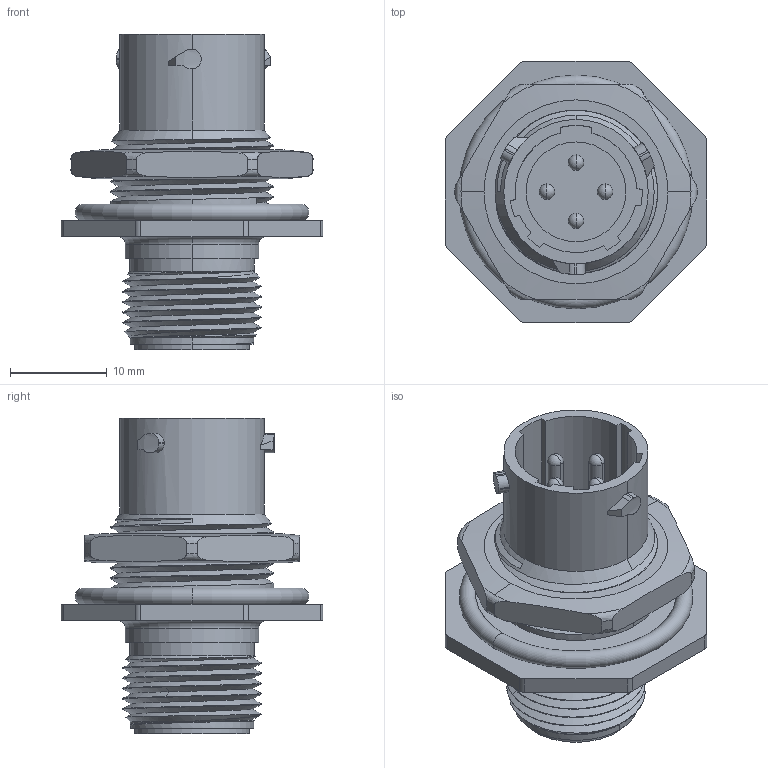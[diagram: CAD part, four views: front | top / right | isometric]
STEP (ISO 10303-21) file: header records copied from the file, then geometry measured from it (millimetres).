
FILE_DESCRIPTION((''),'2;1');
FILE_NAME('UT07104PHX_CATALOGUE_PRT','2010-09-24T',('amartin'),(''),'PRO/ENGINEER BY PARAMETRIC TECHNOLOGY CORPORATION, 2007390','PRO/ENGINEER BY PARAMETRIC TECHNOLOGY CORPORATION, 2007390','');
FILE_SCHEMA(('CONFIG_CONTROL_DESIGN'));
Length unit declared in the file: millimetre
Products named in the file (1): UT07104PHX_CATALOGUE_PRT
Bounding box: 26.97 x 26.97 x 32.55 mm (x, y, z)
Volume: 6065.3 mm3; surface area: 4499.7 mm2
Topology: 1 solids, 2 shells, 193 faces, 506 edges, 327 vertices
Faces by surface type: cylinder 87, plane 62, torus 18, cone 10, bspline 8, sphere 8
Entity records: 8540 total; most frequent: CARTESIAN_POINT 3869, ORIENTED_EDGE 996, DIRECTION 930, EDGE_CURVE 498, AXIS2_PLACEMENT_3D 368, VERTEX_POINT 327, EDGE_LOOP 213, VECTOR 194
